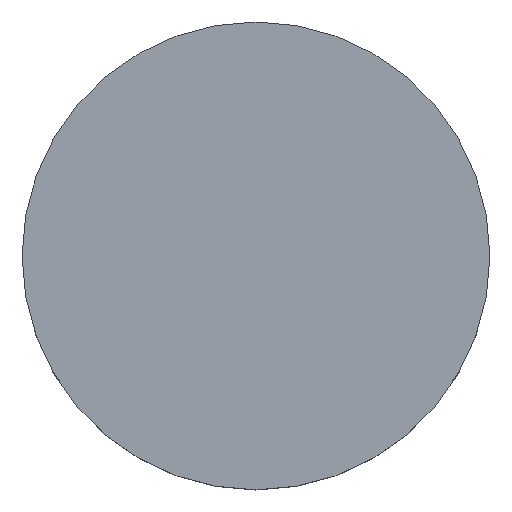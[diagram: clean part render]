
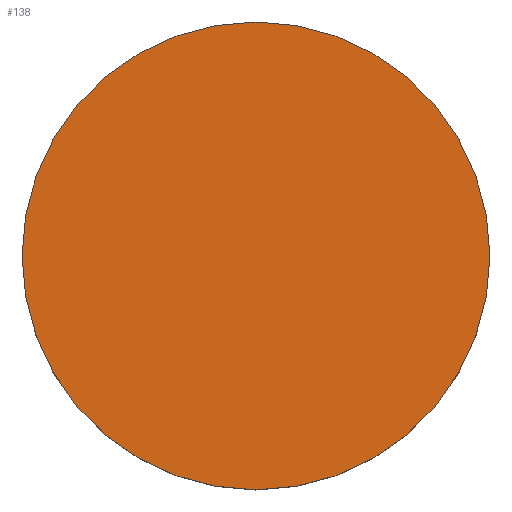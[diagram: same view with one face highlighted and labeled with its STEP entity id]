
A CAD part, top view. The second image highlights one B-rep face of the part: STEP entity #138.
In plain terms, the highlighted planar face has unit normal (0, 0, 1).
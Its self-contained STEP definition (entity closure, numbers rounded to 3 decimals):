
#5 = EDGE_CURVE ( 'NONE', #93, #29, #56, .T. ) ;
#7 = DIRECTION ( 'NONE',  ( 0., 0., 1. ) ) ;
#10 = PLANE ( 'NONE',  #88 ) ;
#15 = DIRECTION ( 'NONE',  ( 0., 0., 1. ) ) ;
#29 = VERTEX_POINT ( 'NONE', #159 ) ;
#31 = CARTESIAN_POINT ( 'NONE',  ( 0., 0., 2.5 ) ) ;
#32 = DIRECTION ( 'NONE',  ( 0., 0., -1. ) ) ;
#33 = FACE_OUTER_BOUND ( 'NONE', #115, .T. ) ;
#34 = AXIS2_PLACEMENT_3D ( 'NONE', #31, #15, #35 ) ;
#35 = DIRECTION ( 'NONE',  ( 1., 0., 0. ) ) ;
#37 = CIRCLE ( 'NONE', #34, 12.7 ) ;
#47 = DIRECTION ( 'NONE',  ( -1., 0., 0. ) ) ;
#56 = CIRCLE ( 'NONE', #158, 12.7 ) ;
#69 = DIRECTION ( 'NONE',  ( 1., 0., 0. ) ) ;
#88 = AXIS2_PLACEMENT_3D ( 'NONE', #139, #32, #47 ) ;
#93 = VERTEX_POINT ( 'NONE', #124 ) ;
#95 = ORIENTED_EDGE ( 'NONE', *, *, #5, .T. ) ;
#97 = CARTESIAN_POINT ( 'NONE',  ( 0., 0., 2.5 ) ) ;
#115 = EDGE_LOOP ( 'NONE', ( #160, #95 ) ) ;
#124 = CARTESIAN_POINT ( 'NONE',  ( -12.7, 0., 2.5 ) ) ;
#138 = ADVANCED_FACE ( 'NONE', ( #33 ), #10, .F. ) ;
#139 = CARTESIAN_POINT ( 'NONE',  ( 0., 12.7, 2.5 ) ) ;
#141 = EDGE_CURVE ( 'NONE', #29, #93, #37, .T. ) ;
#158 = AXIS2_PLACEMENT_3D ( 'NONE', #97, #7, #69 ) ;
#159 = CARTESIAN_POINT ( 'NONE',  ( 12.7, 0., 2.5 ) ) ;
#160 = ORIENTED_EDGE ( 'NONE', *, *, #141, .T. ) ;
